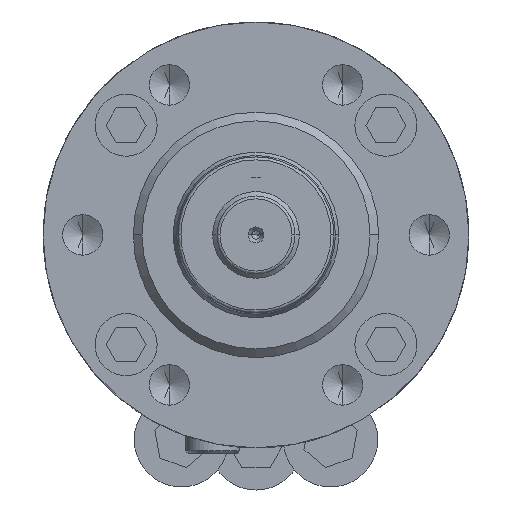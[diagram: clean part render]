
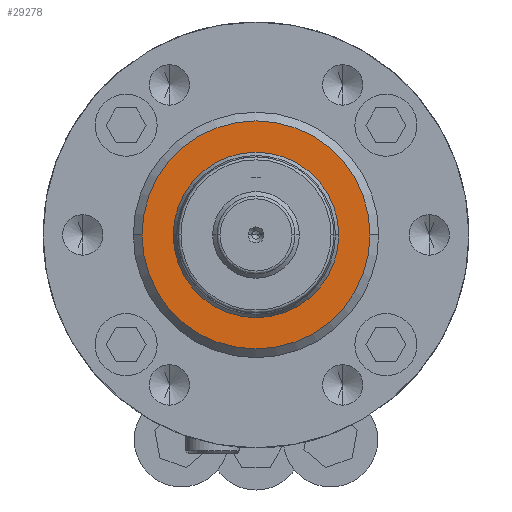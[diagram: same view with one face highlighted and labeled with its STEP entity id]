
A CAD part, front view. The second image highlights one B-rep face of the part: STEP entity #29278.
In plain terms, the highlighted planar face has unit normal (0, -1, 0).
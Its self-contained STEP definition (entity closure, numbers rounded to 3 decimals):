
#2704 = DIRECTION ( 'NONE',  ( 0., -1., 0. ) ) ;
#4989 = AXIS2_PLACEMENT_3D ( 'NONE', #50224, #25763, #59339 ) ;
#6505 = EDGE_LOOP ( 'NONE', ( #44073, #23977 ) ) ;
#8881 = ORIENTED_EDGE ( 'NONE', *, *, #60085, .T. ) ;
#10319 = FACE_BOUND ( 'NONE', #6505, .T. ) ;
#11084 = DIRECTION ( 'NONE',  ( 0., 1., 0. ) ) ;
#11276 = CIRCLE ( 'NONE', #53759, 28.655 ) ;
#11837 = VERTEX_POINT ( 'NONE', #33169 ) ;
#15514 = VERTEX_POINT ( 'NONE', #20375 ) ;
#15997 = VERTEX_POINT ( 'NONE', #35989 ) ;
#20375 = CARTESIAN_POINT ( 'NONE',  ( -28.655, -35., 0. ) ) ;
#20888 = AXIS2_PLACEMENT_3D ( 'NONE', #29247, #53526, #58599 ) ;
#23977 = ORIENTED_EDGE ( 'NONE', *, *, #58233, .T. ) ;
#25271 = AXIS2_PLACEMENT_3D ( 'NONE', #59502, #11084, #35137 ) ;
#25417 = EDGE_CURVE ( 'NONE', #11837, #15997, #30072, .T. ) ;
#25763 = DIRECTION ( 'NONE',  ( 0., 1., 0. ) ) ;
#26060 = FACE_OUTER_BOUND ( 'NONE', #28065, .T. ) ;
#27913 = CIRCLE ( 'NONE', #25271, 28.655 ) ;
#28065 = EDGE_LOOP ( 'NONE', ( #28518, #8881 ) ) ;
#28518 = ORIENTED_EDGE ( 'NONE', *, *, #25417, .T. ) ;
#28593 = VERTEX_POINT ( 'NONE', #40014 ) ;
#29247 = CARTESIAN_POINT ( 'NONE',  ( 0., -35., 0. ) ) ;
#29278 = ADVANCED_FACE ( 'NONE', ( #26060, #10319 ), #45208, .F. ) ;
#30072 = CIRCLE ( 'NONE', #36963, 39.5 ) ;
#32175 = CARTESIAN_POINT ( 'NONE',  ( 0., -35., 0. ) ) ;
#33169 = CARTESIAN_POINT ( 'NONE',  ( -39.5, -35., 0. ) ) ;
#35137 = DIRECTION ( 'NONE',  ( -1., 0., 0. ) ) ;
#35989 = CARTESIAN_POINT ( 'NONE',  ( 39.5, -35., 0. ) ) ;
#36963 = AXIS2_PLACEMENT_3D ( 'NONE', #32175, #2704, #50595 ) ;
#38506 = CARTESIAN_POINT ( 'NONE',  ( 0., -35., 0. ) ) ;
#38908 = DIRECTION ( 'NONE',  ( -1., 0., 0. ) ) ;
#40014 = CARTESIAN_POINT ( 'NONE',  ( 28.655, -35., 0. ) ) ;
#44073 = ORIENTED_EDGE ( 'NONE', *, *, #49321, .T. ) ;
#45208 = PLANE ( 'NONE',  #4989 ) ;
#48312 = DIRECTION ( 'NONE',  ( 0., 1., 0. ) ) ;
#49321 = EDGE_CURVE ( 'NONE', #15514, #28593, #11276, .T. ) ;
#50224 = CARTESIAN_POINT ( 'NONE',  ( 42.5, -35., 0. ) ) ;
#50595 = DIRECTION ( 'NONE',  ( -1., 0., 0. ) ) ;
#52068 = CIRCLE ( 'NONE', #20888, 39.5 ) ;
#53526 = DIRECTION ( 'NONE',  ( 0., -1., 0. ) ) ;
#53759 = AXIS2_PLACEMENT_3D ( 'NONE', #38506, #48312, #38908 ) ;
#58233 = EDGE_CURVE ( 'NONE', #28593, #15514, #27913, .T. ) ;
#58599 = DIRECTION ( 'NONE',  ( -1., 0., 0. ) ) ;
#59339 = DIRECTION ( 'NONE',  ( -1., 0., 0. ) ) ;
#59502 = CARTESIAN_POINT ( 'NONE',  ( 0., -35., 0. ) ) ;
#60085 = EDGE_CURVE ( 'NONE', #15997, #11837, #52068, .T. ) ;
